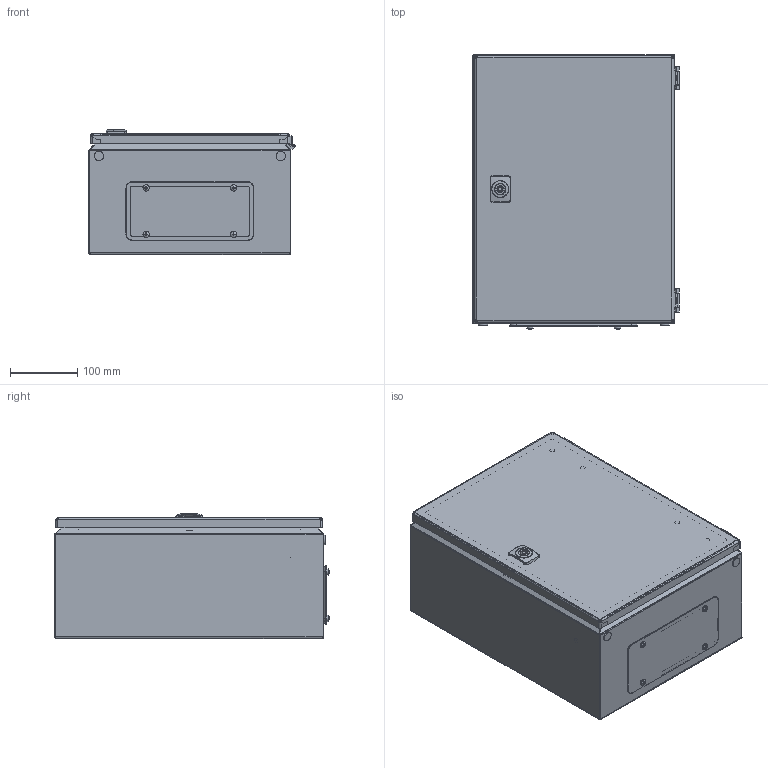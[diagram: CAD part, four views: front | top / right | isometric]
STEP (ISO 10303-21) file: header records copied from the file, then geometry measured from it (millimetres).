
FILE_DESCRIPTION (( 'STEP AP203' ), '1' );
FILE_NAME ('AF-1009.step', '2009-09-28T08:51:07', ( '' ), ( '' ), 'SwSTEP 2.0', 'SolidWorks 2007', '' );
FILE_SCHEMA (( 'CONFIG_CONTROL_DESIGN' ));
Products named in the file (33): ENG-002701_Standard; ENG-000138_M8x25; 180520061309_300 x 400; 180520061102_03E31-053-01; 13022006074603_SV-5326-V004; ENG-000092_Standard; ENG-000126_Standard; DIN 125 Form A - 89_M8; Flansch AF kpl. - 03B00-001_03B00-001; SCHARNIER0_Standard; DIN_965_M4X8_DIN 965 M4x8 -Senkschraube schwarz; AF-1009; Gehäuse kpl. - 03B13-025_03B13-053; Gehäuse roh kpl. - 03U13-054_03U13-053; 05092006132207_03E13-053-01; Poly-Stopfen H1 - 127_132; T黵 kpl. - 03B30-026_03B30-053; 180520061110_03U30-053; ENG-000138_M6x20; ENG-000125_Standard; ENG-000020_Standard; ENG-000093_Standard; ENG-000021_Standard; ENG-000128_Standard; 1000-160-1_Standard; Montageplatte - 03E20-026-01_03E20-003-01; DIN 934 - 63_DIN 934 M8; 08112006133601_Standard; ENG-008877_03E00-001-01; DIN 7981 - 22_22; Scharnier Bus-Systemgehäuse - SV-6019_SV-6019; SCHARNIER_Standard; ENG-001953_Standard
Assembly tree (60 placements, depth 6):
  AF-1009
    DIN 934 - 63_DIN 934 M8  x8
    Montageplatte - 03E20-026-01_03E20-003-01
    DIN 7981 - 22_22  x4
    Gehäuse kpl. - 03B13-025_03B13-053
      Gehäuse roh kpl. - 03U13-054_03U13-053
        ENG-000138_M8x25  x4
        05092006132207_03E13-053-01
        ENG-000138_M6x20  x2
      Poly-Stopfen H1 - 127_132  x2
    T黵 kpl. - 03B30-026_03B30-053
      180520061309_300 x 400
      180520061110_03U30-053
        ENG-000138_M6x20  x4
        180520061102_03E31-053-01
      13022006074603_SV-5326-V004
        ENG-000125_Standard
          ENG-000093_Standard
            ENG-000092_Standard
            ENG-000021_Standard
          ENG-000020_Standard
        ENG-000128_Standard
        1000-160-1_Standard
        ENG-000126_Standard
        ENG-002701_Standard
    Scharnier Bus-Systemgehäuse - SV-6019_SV-6019  x2
      DIN_965_M4X8_DIN 965 M4x8 -Senkschraube schwarz
      ENG-001953_Standard
      SCHARNIER_Standard
      SCHARNIER0_Standard
    DIN 125 Form A - 89_M8  x8
    Flansch AF kpl. - 03B00-001_03B00-001
      08112006133601_Standard
      ENG-008877_03E00-001-01
Bounding box: 306.22 x 408.17 x 185.81 mm (x, y, z)
Volume: 1024911.8 mm3; surface area: 1293593.3 mm2
Topology: 55 solids, 55 shells, 1739 faces, 4113 edges, 2458 vertices
Faces by surface type: plane 614, cylinder 516, cone 302, bspline 254, sphere 32, torus 21
Entity records: 45382 total; most frequent: CARTESIAN_POINT 17039, ORIENTED_EDGE 5168, DIRECTION 4822, EDGE_CURVE 2584, AXIS2_PLACEMENT_3D 1805, VERTEX_POINT 1559, EDGE_LOOP 1217, VECTOR 1212
